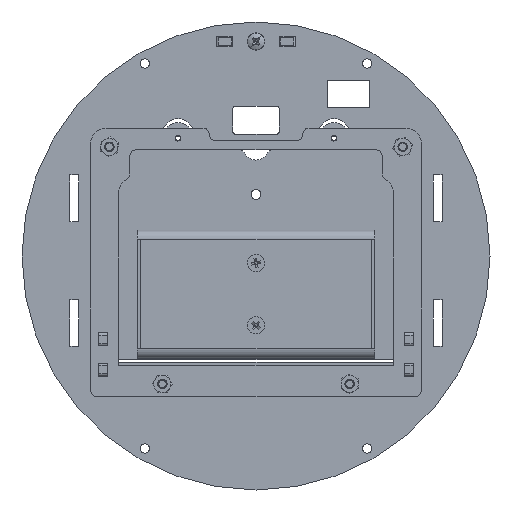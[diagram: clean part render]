
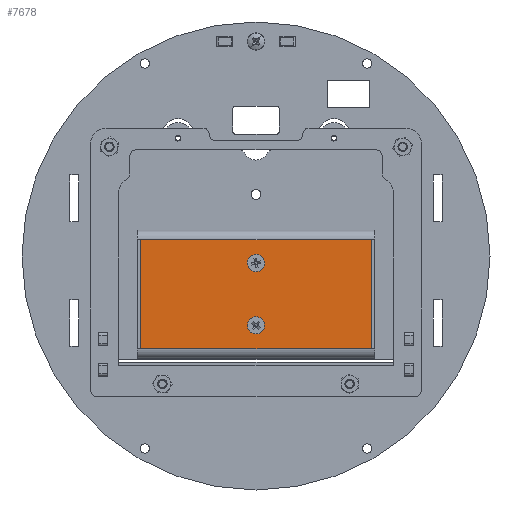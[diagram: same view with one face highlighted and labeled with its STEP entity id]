
A CAD part, front view. The second image highlights one B-rep face of the part: STEP entity #7678.
In plain terms, the highlighted face is planar.
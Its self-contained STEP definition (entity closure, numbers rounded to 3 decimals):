
#585 = LINE ( 'NONE', #6781, #27135 ) ;
#683 = DIRECTION ( 'NONE',  ( 0., 0., 1. ) ) ;
#718 = VERTEX_POINT ( 'NONE', #25302 ) ;
#2454 = DIRECTION ( 'NONE',  ( 0., 1., 0. ) ) ;
#3227 = CARTESIAN_POINT ( 'NONE',  ( 0., 1., 8.5 ) ) ;
#3608 = CARTESIAN_POINT ( 'NONE',  ( 0., 1., -11.5 ) ) ;
#3864 = CARTESIAN_POINT ( 'NONE',  ( 0., 1., -8.5 ) ) ;
#4606 = CIRCLE ( 'NONE', #10364, 1.5 ) ;
#5069 = CARTESIAN_POINT ( 'NONE',  ( 37., 1., 19.5 ) ) ;
#5758 = VERTEX_POINT ( 'NONE', #3227 ) ;
#6220 = CARTESIAN_POINT ( 'NONE',  ( 0., 1., -10. ) ) ;
#6781 = CARTESIAN_POINT ( 'NONE',  ( 0., 1., -19.5 ) ) ;
#6967 = EDGE_LOOP ( 'NONE', ( #9321, #25627, #7256, #9944 ) ) ;
#7056 = VERTEX_POINT ( 'NONE', #5069 ) ;
#7256 = ORIENTED_EDGE ( 'NONE', *, *, #25987, .T. ) ;
#7678 = ADVANCED_FACE ( 'NONE', ( #22556, #9454, #15012 ), #17183, .F. ) ;
#7884 = CARTESIAN_POINT ( 'NONE',  ( 0., 1., 10. ) ) ;
#8321 = DIRECTION ( 'NONE',  ( 0., 0., 1. ) ) ;
#8323 = EDGE_LOOP ( 'NONE', ( #19100, #11102 ) ) ;
#8851 = DIRECTION ( 'NONE',  ( 0., -1., 0. ) ) ;
#8995 = EDGE_CURVE ( 'NONE', #12261, #18590, #26030, .T. ) ;
#9024 = EDGE_LOOP ( 'NONE', ( #14407, #23423 ) ) ;
#9321 = ORIENTED_EDGE ( 'NONE', *, *, #18507, .T. ) ;
#9454 = FACE_BOUND ( 'NONE', #9024, .T. ) ;
#9652 = CARTESIAN_POINT ( 'NONE',  ( 37., 1., 0. ) ) ;
#9944 = ORIENTED_EDGE ( 'NONE', *, *, #12409, .T. ) ;
#9979 = DIRECTION ( 'NONE',  ( 0., 0., 1. ) ) ;
#10364 = AXIS2_PLACEMENT_3D ( 'NONE', #25814, #13249, #683 ) ;
#11102 = ORIENTED_EDGE ( 'NONE', *, *, #16163, .F. ) ;
#11722 = DIRECTION ( 'NONE',  ( 0., 0., -1. ) ) ;
#12261 = VERTEX_POINT ( 'NONE', #3864 ) ;
#12409 = EDGE_CURVE ( 'NONE', #19754, #7056, #18404, .T. ) ;
#12785 = VECTOR ( 'NONE', #14730, 1000. ) ;
#12942 = AXIS2_PLACEMENT_3D ( 'NONE', #15055, #8851, #23476 ) ;
#12946 = AXIS2_PLACEMENT_3D ( 'NONE', #14994, #2454, #17131 ) ;
#13129 = VECTOR ( 'NONE', #11722, 1000. ) ;
#13249 = DIRECTION ( 'NONE',  ( 0., 1., 0. ) ) ;
#13563 = DIRECTION ( 'NONE',  ( 0., 0., 1. ) ) ;
#14006 = AXIS2_PLACEMENT_3D ( 'NONE', #6220, #20890, #8321 ) ;
#14407 = ORIENTED_EDGE ( 'NONE', *, *, #16993, .F. ) ;
#14730 = DIRECTION ( 'NONE',  ( 1., 0., 0. ) ) ;
#14994 = CARTESIAN_POINT ( 'NONE',  ( 0., 1., -10. ) ) ;
#15012 = FACE_OUTER_BOUND ( 'NONE', #6967, .T. ) ;
#15055 = CARTESIAN_POINT ( 'NONE',  ( 0., 1., 0. ) ) ;
#15648 = VECTOR ( 'NONE', #13563, 1000. ) ;
#16163 = EDGE_CURVE ( 'NONE', #18590, #12261, #17920, .T. ) ;
#16993 = EDGE_CURVE ( 'NONE', #27084, #5758, #26904, .T. ) ;
#17131 = DIRECTION ( 'NONE',  ( 0., 0., 1. ) ) ;
#17183 = PLANE ( 'NONE',  #12942 ) ;
#17920 = CIRCLE ( 'NONE', #12946, 1.5 ) ;
#18404 = LINE ( 'NONE', #23076, #12785 ) ;
#18507 = EDGE_CURVE ( 'NONE', #7056, #718, #19431, .T. ) ;
#18590 = VERTEX_POINT ( 'NONE', #3608 ) ;
#19100 = ORIENTED_EDGE ( 'NONE', *, *, #8995, .F. ) ;
#19431 = LINE ( 'NONE', #9652, #13129 ) ;
#19666 = EDGE_CURVE ( 'NONE', #5758, #27084, #4606, .T. ) ;
#19754 = VERTEX_POINT ( 'NONE', #26012 ) ;
#20890 = DIRECTION ( 'NONE',  ( 0., 1., 0. ) ) ;
#21051 = VERTEX_POINT ( 'NONE', #22849 ) ;
#21890 = LINE ( 'NONE', #21921, #15648 ) ;
#21921 = CARTESIAN_POINT ( 'NONE',  ( -37., 1., 0. ) ) ;
#22519 = DIRECTION ( 'NONE',  ( 0., 1., 0. ) ) ;
#22556 = FACE_BOUND ( 'NONE', #8323, .T. ) ;
#22849 = CARTESIAN_POINT ( 'NONE',  ( -37., 1., -19.5 ) ) ;
#23076 = CARTESIAN_POINT ( 'NONE',  ( 0., 1., 19.5 ) ) ;
#23423 = ORIENTED_EDGE ( 'NONE', *, *, #19666, .F. ) ;
#23476 = DIRECTION ( 'NONE',  ( 0., 0., -1. ) ) ;
#25103 = EDGE_CURVE ( 'NONE', #718, #21051, #585, .T. ) ;
#25302 = CARTESIAN_POINT ( 'NONE',  ( 37., 1., -19.5 ) ) ;
#25627 = ORIENTED_EDGE ( 'NONE', *, *, #25103, .T. ) ;
#25630 = DIRECTION ( 'NONE',  ( -1., 0., 0. ) ) ;
#25774 = CARTESIAN_POINT ( 'NONE',  ( 0., 1., 11.5 ) ) ;
#25814 = CARTESIAN_POINT ( 'NONE',  ( 0., 1., 10. ) ) ;
#25975 = AXIS2_PLACEMENT_3D ( 'NONE', #7884, #22519, #9979 ) ;
#25987 = EDGE_CURVE ( 'NONE', #21051, #19754, #21890, .T. ) ;
#26012 = CARTESIAN_POINT ( 'NONE',  ( -37., 1., 19.5 ) ) ;
#26030 = CIRCLE ( 'NONE', #14006, 1.5 ) ;
#26904 = CIRCLE ( 'NONE', #25975, 1.5 ) ;
#27084 = VERTEX_POINT ( 'NONE', #25774 ) ;
#27135 = VECTOR ( 'NONE', #25630, 1000. ) ;
